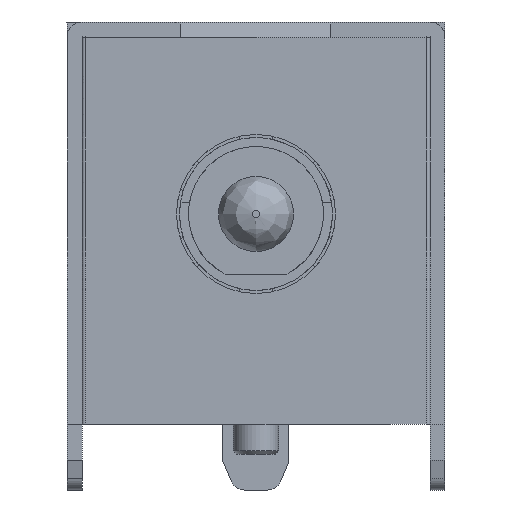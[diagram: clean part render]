
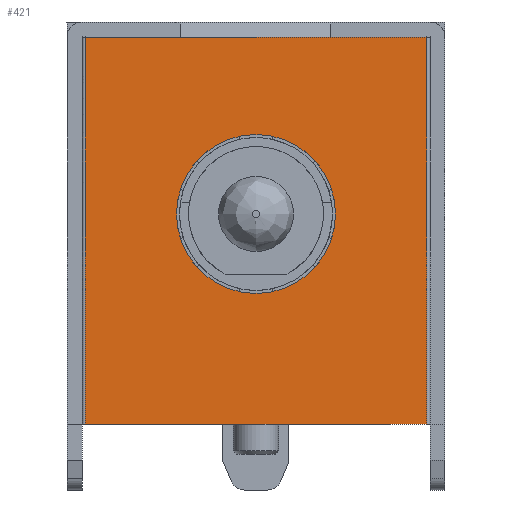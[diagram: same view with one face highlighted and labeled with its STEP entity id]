
A CAD part, front view. The second image highlights one B-rep face of the part: STEP entity #421.
In plain terms, the highlighted planar face has unit normal (0, -1, 0).
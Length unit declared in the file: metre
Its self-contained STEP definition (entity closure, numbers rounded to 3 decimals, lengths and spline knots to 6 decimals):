
#421 = ADVANCED_FACE( '', ( #946, #947 ), #948, .T. );
#946 = FACE_BOUND( '', #1651, .T. );
#947 = FACE_OUTER_BOUND( '', #1652, .T. );
#948 = PLANE( '', #1653 );
#1651 = EDGE_LOOP( '', ( #2862 ) );
#1652 = EDGE_LOOP( '', ( #2863, #2864, #2865, #2866 ) );
#1653 = AXIS2_PLACEMENT_3D( '', #2867, #2868, #2869 );
#2862 = ORIENTED_EDGE( '', *, *, #4050, .F. );
#2863 = ORIENTED_EDGE( '', *, *, #4311, .F. );
#2864 = ORIENTED_EDGE( '', *, *, #4312, .T. );
#2865 = ORIENTED_EDGE( '', *, *, #4305, .F. );
#2866 = ORIENTED_EDGE( '', *, *, #4167, .T. );
#2867 = CARTESIAN_POINT( '', ( 0., -0.0077, -0.000002 ) );
#2868 = DIRECTION( '', ( 0., -1., 0. ) );
#2869 = DIRECTION( '', ( 0., 0., -1. ) );
#4050 = EDGE_CURVE( '', #4949, #4949, #4950, .T. );
#4167 = EDGE_CURVE( '', #5131, #5135, #5137, .T. );
#4305 = EDGE_CURVE( '', #5131, #5334, #5335, .T. );
#4311 = EDGE_CURVE( '', #5343, #5135, #5344, .T. );
#4312 = EDGE_CURVE( '', #5343, #5334, #5345, .F. );
#4949 = VERTEX_POINT( '', #6189 );
#4950 = CIRCLE( '', #6190, 0.00265 );
#5131 = VERTEX_POINT( '', #6445 );
#5135 = VERTEX_POINT( '', #6450 );
#5137 = LINE( '', #6452, #6453 );
#5334 = VERTEX_POINT( '', #6721 );
#5335 = LINE( '', #6722, #6723 );
#5343 = VERTEX_POINT( '', #6734 );
#5344 = LINE( '', #6735, #6736 );
#5345 = LINE( '', #6737, #6738 );
#6189 = CARTESIAN_POINT( '', ( 0., -0.0077, 0.00435 ) );
#6190 = AXIS2_PLACEMENT_3D( '', #7412, #7413, #7414 );
#6445 = CARTESIAN_POINT( '', ( 0.0057, -0.0077, 0. ) );
#6450 = CARTESIAN_POINT( '', ( 0.0057, -0.0077, 0.0129 ) );
#6452 = CARTESIAN_POINT( '', ( 0.0057, -0.0077, -0.000002 ) );
#6453 = VECTOR( '', #7559, 1. );
#6721 = CARTESIAN_POINT( '', ( -0.0057, -0.0077, 0. ) );
#6722 = CARTESIAN_POINT( '', ( 0., -0.0077, 0. ) );
#6723 = VECTOR( '', #7709, 1. );
#6734 = CARTESIAN_POINT( '', ( -0.0057, -0.0077, 0.0129 ) );
#6735 = CARTESIAN_POINT( '', ( 0., -0.0077, 0.0129 ) );
#6736 = VECTOR( '', #7716, 1. );
#6737 = CARTESIAN_POINT( '', ( -0.0057, -0.0077, -0.000002 ) );
#6738 = VECTOR( '', #7717, 1. );
#7412 = CARTESIAN_POINT( '', ( 0., -0.0077, 0.007 ) );
#7413 = DIRECTION( '', ( 0., -1., 0. ) );
#7414 = DIRECTION( '', ( 0., 0., -1. ) );
#7559 = DIRECTION( '', ( 0., 0., 1. ) );
#7709 = DIRECTION( '', ( -1., 0., 0. ) );
#7716 = DIRECTION( '', ( 1., 0., 0. ) );
#7717 = DIRECTION( '', ( 0., 0., 1. ) );
